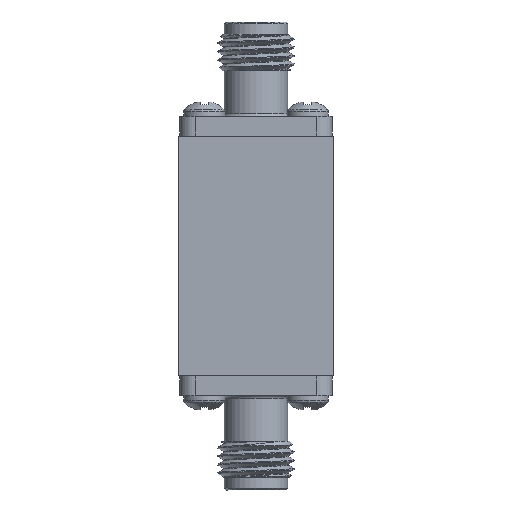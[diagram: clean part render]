
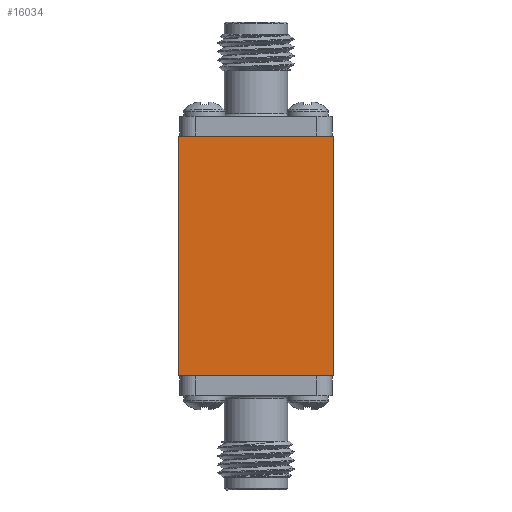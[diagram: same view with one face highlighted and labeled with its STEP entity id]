
A CAD part, front view. The second image highlights one B-rep face of the part: STEP entity #16034.
In plain terms, the highlighted planar face has unit normal (0, -1, 0).
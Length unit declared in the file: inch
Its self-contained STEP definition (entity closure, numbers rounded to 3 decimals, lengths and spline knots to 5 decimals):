
#391 = DIRECTION ( 'NONE',  ( 0., 1., 0. ) ) ;
#702 = VERTEX_POINT ( 'NONE', #1040 ) ;
#720 = ORIENTED_EDGE ( 'NONE', *, *, #10768, .F. ) ;
#886 = EDGE_CURVE ( 'NONE', #9173, #2660, #23469, .T. ) ;
#1040 = CARTESIAN_POINT ( 'NONE',  ( -0.25591, -0.25591, 0.3937 ) ) ;
#2128 = ORIENTED_EDGE ( 'NONE', *, *, #13757, .T. ) ;
#2660 = VERTEX_POINT ( 'NONE', #14674 ) ;
#3786 = ORIENTED_EDGE ( 'NONE', *, *, #886, .T. ) ;
#4775 = LINE ( 'NONE', #23427, #14170 ) ;
#4796 = FACE_OUTER_BOUND ( 'NONE', #17415, .T. ) ;
#6717 = ORIENTED_EDGE ( 'NONE', *, *, #16335, .F. ) ;
#7881 = DIRECTION ( 'NONE',  ( 0., 0., -1. ) ) ;
#9173 = VERTEX_POINT ( 'NONE', #22124 ) ;
#9999 = CARTESIAN_POINT ( 'NONE',  ( -0.25591, -0.25591, 0.3937 ) ) ;
#10110 = DIRECTION ( 'NONE',  ( 1., 0., 0. ) ) ;
#10132 = CARTESIAN_POINT ( 'NONE',  ( -0.25591, -0.25591, 0.3937 ) ) ;
#10768 = EDGE_CURVE ( 'NONE', #702, #11547, #23544, .T. ) ;
#11547 = VERTEX_POINT ( 'NONE', #21456 ) ;
#12803 = VECTOR ( 'NONE', #10110, 39.37008 ) ;
#13757 = EDGE_CURVE ( 'NONE', #702, #9173, #23820, .T. ) ;
#13758 = CARTESIAN_POINT ( 'NONE',  ( -0.25591, -0.25591, -0.3937 ) ) ;
#13982 = VECTOR ( 'NONE', #15905, 39.37008 ) ;
#14170 = VECTOR ( 'NONE', #7881, 39.37008 ) ;
#14674 = CARTESIAN_POINT ( 'NONE',  ( 0.25591, -0.25591, -0.3937 ) ) ;
#15905 = DIRECTION ( 'NONE',  ( 0., 0., -1. ) ) ;
#16034 = ADVANCED_FACE ( 'NONE', ( #4796 ), #17711, .F. ) ;
#16335 = EDGE_CURVE ( 'NONE', #11547, #2660, #4775, .T. ) ;
#16636 = AXIS2_PLACEMENT_3D ( 'NONE', #9999, #391, #19466 ) ;
#17269 = DIRECTION ( 'NONE',  ( 1., 0., 0. ) ) ;
#17415 = EDGE_LOOP ( 'NONE', ( #3786, #6717, #720, #2128 ) ) ;
#17711 = PLANE ( 'NONE',  #16636 ) ;
#19466 = DIRECTION ( 'NONE',  ( 0., 0., 1. ) ) ;
#19496 = CARTESIAN_POINT ( 'NONE',  ( -0.25591, -0.25591, 0.3937 ) ) ;
#20188 = VECTOR ( 'NONE', #17269, 39.37008 ) ;
#21456 = CARTESIAN_POINT ( 'NONE',  ( 0.25591, -0.25591, 0.3937 ) ) ;
#22124 = CARTESIAN_POINT ( 'NONE',  ( -0.25591, -0.25591, -0.3937 ) ) ;
#23427 = CARTESIAN_POINT ( 'NONE',  ( 0.25591, -0.25591, 0.3937 ) ) ;
#23469 = LINE ( 'NONE', #13758, #20188 ) ;
#23544 = LINE ( 'NONE', #19496, #12803 ) ;
#23820 = LINE ( 'NONE', #10132, #13982 ) ;
